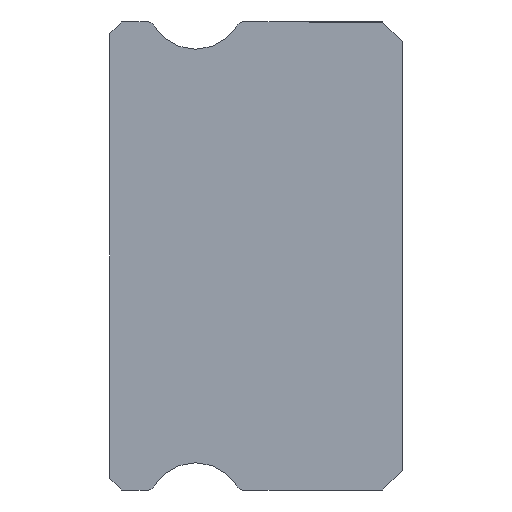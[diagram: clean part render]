
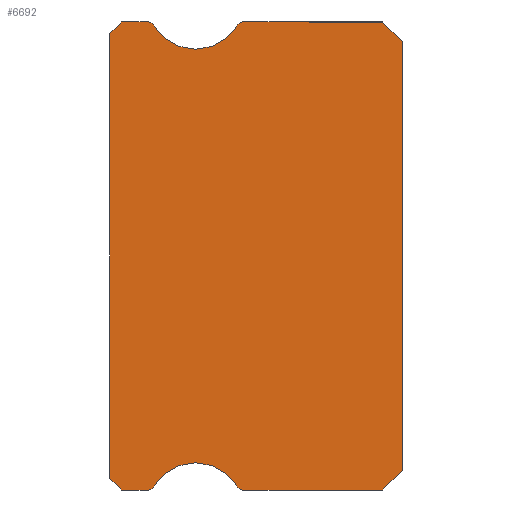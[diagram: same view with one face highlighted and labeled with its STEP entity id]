
A CAD part, left-side view. The second image highlights one B-rep face of the part: STEP entity #6692.
In plain terms, the highlighted planar face has unit normal (-1, 0, 0).
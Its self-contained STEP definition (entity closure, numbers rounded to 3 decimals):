
#42 = CIRCLE ( 'NONE', #3301, 0.15 ) ;
#78 = CARTESIAN_POINT ( 'NONE',  ( -12.5, 4.088, 5.85 ) ) ;
#87 = VECTOR ( 'NONE', #4937, 1000. ) ;
#273 = CIRCLE ( 'NONE', #6404, 0.15 ) ;
#327 = AXIS2_PLACEMENT_3D ( 'NONE', #795, #3324, #3169 ) ;
#354 = CIRCLE ( 'NONE', #6088, 1.25 ) ;
#492 = VECTOR ( 'NONE', #3450, 1000. ) ;
#550 = CARTESIAN_POINT ( 'NONE',  ( -12.5, 4.217, 5.925 ) ) ;
#795 = CARTESIAN_POINT ( 'NONE',  ( -12.5, 6.512, 5.85 ) ) ;
#861 = LINE ( 'NONE', #1525, #2828 ) ;
#1062 = LINE ( 'NONE', #5287, #6746 ) ;
#1111 = CARTESIAN_POINT ( 'NONE',  ( -12.5, 0.5, -6. ) ) ;
#1124 = VERTEX_POINT ( 'NONE', #4948 ) ;
#1128 = CIRCLE ( 'NONE', #2115, 1.25 ) ;
#1145 = CARTESIAN_POINT ( 'NONE',  ( -12.5, 5.3, -6.55 ) ) ;
#1243 = ORIENTED_EDGE ( 'NONE', *, *, #4156, .F. ) ;
#1318 = EDGE_CURVE ( 'NONE', #7167, #5341, #6352, .T. ) ;
#1348 = VECTOR ( 'NONE', #1774, 1000. ) ;
#1376 = CARTESIAN_POINT ( 'NONE',  ( -12.5, 0.5, 6. ) ) ;
#1404 = CARTESIAN_POINT ( 'NONE',  ( -12.5, 4.217, -5.925 ) ) ;
#1409 = LINE ( 'NONE', #1376, #3991 ) ;
#1423 = VERTEX_POINT ( 'NONE', #6423 ) ;
#1462 = AXIS2_PLACEMENT_3D ( 'NONE', #1145, #7176, #3593 ) ;
#1497 = CARTESIAN_POINT ( 'NONE',  ( -12.5, 7.5, -5.7 ) ) ;
#1525 = CARTESIAN_POINT ( 'NONE',  ( -12.5, 0., -5.5 ) ) ;
#1636 = ORIENTED_EDGE ( 'NONE', *, *, #2811, .F. ) ;
#1646 = EDGE_CURVE ( 'NONE', #7356, #2491, #6456, .T. ) ;
#1680 = DIRECTION ( 'NONE',  ( 0., 0., -1. ) ) ;
#1712 = ORIENTED_EDGE ( 'NONE', *, *, #5754, .T. ) ;
#1748 = CARTESIAN_POINT ( 'NONE',  ( -12.5, 6.512, 6. ) ) ;
#1758 = ORIENTED_EDGE ( 'NONE', *, *, #3944, .F. ) ;
#1774 = DIRECTION ( 'NONE',  ( 0., 0., 1. ) ) ;
#1776 = EDGE_CURVE ( 'NONE', #7663, #4601, #3835, .T. ) ;
#1793 = ORIENTED_EDGE ( 'NONE', *, *, #7651, .F. ) ;
#1797 = DIRECTION ( 'NONE',  ( 0., 0., -1. ) ) ;
#1810 = DIRECTION ( 'NONE',  ( 0., 0., 1. ) ) ;
#1813 = VERTEX_POINT ( 'NONE', #550 ) ;
#1852 = CARTESIAN_POINT ( 'NONE',  ( -12.5, 6.512, 6. ) ) ;
#1880 = DIRECTION ( 'NONE',  ( 1., 0., 0. ) ) ;
#1980 = CARTESIAN_POINT ( 'NONE',  ( -12.5, 5.3, 6.55 ) ) ;
#2014 = CARTESIAN_POINT ( 'NONE',  ( -12.5, 7.5, 5.7 ) ) ;
#2043 = LINE ( 'NONE', #6740, #87 ) ;
#2068 = ORIENTED_EDGE ( 'NONE', *, *, #3233, .F. ) ;
#2071 = ORIENTED_EDGE ( 'NONE', *, *, #1318, .F. ) ;
#2105 = CARTESIAN_POINT ( 'NONE',  ( -12.5, 5.3, 6.55 ) ) ;
#2115 = AXIS2_PLACEMENT_3D ( 'NONE', #1980, #5580, #6160 ) ;
#2234 = VECTOR ( 'NONE', #6784, 1000. ) ;
#2278 = CARTESIAN_POINT ( 'NONE',  ( -12.5, 4.088, -6. ) ) ;
#2491 = VERTEX_POINT ( 'NONE', #5765 ) ;
#2521 = EDGE_CURVE ( 'NONE', #7102, #6438, #3520, .T. ) ;
#2656 = ORIENTED_EDGE ( 'NONE', *, *, #5397, .T. ) ;
#2657 = DIRECTION ( 'NONE',  ( -1., 0., 0. ) ) ;
#2811 = EDGE_CURVE ( 'NONE', #4601, #6438, #42, .T. ) ;
#2828 = VECTOR ( 'NONE', #7592, 1000. ) ;
#2831 = CARTESIAN_POINT ( 'NONE',  ( -12.5, 0., -5.5 ) ) ;
#2907 = ORIENTED_EDGE ( 'NONE', *, *, #1646, .F. ) ;
#3018 = VERTEX_POINT ( 'NONE', #1111 ) ;
#3021 = AXIS2_PLACEMENT_3D ( 'NONE', #7629, #5161, #1680 ) ;
#3106 = LINE ( 'NONE', #2014, #2234 ) ;
#3137 = ORIENTED_EDGE ( 'NONE', *, *, #3760, .F. ) ;
#3169 = DIRECTION ( 'NONE',  ( 0., 0., -1. ) ) ;
#3199 = DIRECTION ( 'NONE',  ( 0., -0.707, -0.707 ) ) ;
#3233 = EDGE_CURVE ( 'NONE', #6400, #3018, #861, .T. ) ;
#3301 = AXIS2_PLACEMENT_3D ( 'NONE', #7635, #5282, #1797 ) ;
#3324 = DIRECTION ( 'NONE',  ( 1., 0., 0. ) ) ;
#3340 = FACE_OUTER_BOUND ( 'NONE', #4704, .T. ) ;
#3450 = DIRECTION ( 'NONE',  ( 0., -1., 0. ) ) ;
#3520 = LINE ( 'NONE', #6974, #5931 ) ;
#3593 = DIRECTION ( 'NONE',  ( 0., 0., -1. ) ) ;
#3601 = CARTESIAN_POINT ( 'NONE',  ( -12.5, 4.088, -5.85 ) ) ;
#3677 = CARTESIAN_POINT ( 'NONE',  ( -12.5, 7.5, 5.85 ) ) ;
#3760 = EDGE_CURVE ( 'NONE', #3899, #6256, #7184, .T. ) ;
#3827 = DIRECTION ( 'NONE',  ( 0., 0., -1. ) ) ;
#3835 = CIRCLE ( 'NONE', #1462, 1.25 ) ;
#3871 = CIRCLE ( 'NONE', #6504, 0.15 ) ;
#3899 = VERTEX_POINT ( 'NONE', #1497 ) ;
#3944 = EDGE_CURVE ( 'NONE', #5341, #1423, #1409, .T. ) ;
#3951 = VERTEX_POINT ( 'NONE', #5558 ) ;
#3964 = CARTESIAN_POINT ( 'NONE',  ( -12.5, 7.2, 6. ) ) ;
#3991 = VECTOR ( 'NONE', #3199, 1000. ) ;
#4156 = EDGE_CURVE ( 'NONE', #1124, #1813, #1128, .T. ) ;
#4177 = ORIENTED_EDGE ( 'NONE', *, *, #4855, .F. ) ;
#4384 = DIRECTION ( 'NONE',  ( 1., 0., 0. ) ) ;
#4601 = VERTEX_POINT ( 'NONE', #5349 ) ;
#4704 = EDGE_LOOP ( 'NONE', ( #2656, #3137, #6420, #7528, #1636, #5276, #4177, #6828, #2068, #7142, #1758, #2071, #5312, #1243, #1793, #2907, #1712 ) ) ;
#4731 = CARTESIAN_POINT ( 'NONE',  ( -12.5, 6.512, -6. ) ) ;
#4855 = EDGE_CURVE ( 'NONE', #5734, #7663, #3871, .T. ) ;
#4937 = DIRECTION ( 'NONE',  ( 0., 1., 0. ) ) ;
#4938 = DIRECTION ( 'NONE',  ( 0., 0., -1. ) ) ;
#4948 = CARTESIAN_POINT ( 'NONE',  ( -12.5, 5.3, 5.3 ) ) ;
#5059 = EDGE_CURVE ( 'NONE', #3899, #7102, #1062, .T. ) ;
#5161 = DIRECTION ( 'NONE',  ( 1., 0., 0. ) ) ;
#5231 = PLANE ( 'NONE',  #3021 ) ;
#5258 = LINE ( 'NONE', #5948, #1348 ) ;
#5276 = ORIENTED_EDGE ( 'NONE', *, *, #1776, .F. ) ;
#5282 = DIRECTION ( 'NONE',  ( 1., 0., 0. ) ) ;
#5287 = CARTESIAN_POINT ( 'NONE',  ( -12.5, 7.2, -6. ) ) ;
#5312 = ORIENTED_EDGE ( 'NONE', *, *, #7308, .F. ) ;
#5341 = VERTEX_POINT ( 'NONE', #5536 ) ;
#5349 = CARTESIAN_POINT ( 'NONE',  ( -12.5, 6.383, -5.925 ) ) ;
#5397 = EDGE_CURVE ( 'NONE', #3951, #6256, #3106, .T. ) ;
#5408 = DIRECTION ( 'NONE',  ( 0., 0., -1. ) ) ;
#5536 = CARTESIAN_POINT ( 'NONE',  ( -12.5, 0.5, 6. ) ) ;
#5558 = CARTESIAN_POINT ( 'NONE',  ( -12.5, 7.2, 6. ) ) ;
#5580 = DIRECTION ( 'NONE',  ( -1., 0., 0. ) ) ;
#5734 = VERTEX_POINT ( 'NONE', #2278 ) ;
#5754 = EDGE_CURVE ( 'NONE', #7356, #3951, #7507, .T. ) ;
#5765 = CARTESIAN_POINT ( 'NONE',  ( -12.5, 6.383, 5.925 ) ) ;
#5826 = DIRECTION ( 'NONE',  ( 0., -0.707, -0.707 ) ) ;
#5913 = DIRECTION ( 'NONE',  ( 0., -1., 0. ) ) ;
#5927 = CARTESIAN_POINT ( 'NONE',  ( -12.5, 4.088, 6. ) ) ;
#5931 = VECTOR ( 'NONE', #5913, 1000. ) ;
#5948 = CARTESIAN_POINT ( 'NONE',  ( -12.5, 0., 5.5 ) ) ;
#5957 = EDGE_CURVE ( 'NONE', #3018, #5734, #2043, .T. ) ;
#6088 = AXIS2_PLACEMENT_3D ( 'NONE', #2105, #2657, #3827 ) ;
#6160 = DIRECTION ( 'NONE',  ( 0., 0., -1. ) ) ;
#6256 = VERTEX_POINT ( 'NONE', #6395 ) ;
#6352 = LINE ( 'NONE', #1748, #492 ) ;
#6395 = CARTESIAN_POINT ( 'NONE',  ( -12.5, 7.5, 5.7 ) ) ;
#6400 = VERTEX_POINT ( 'NONE', #2831 ) ;
#6404 = AXIS2_PLACEMENT_3D ( 'NONE', #78, #4384, #4938 ) ;
#6413 = EDGE_CURVE ( 'NONE', #6400, #1423, #5258, .T. ) ;
#6420 = ORIENTED_EDGE ( 'NONE', *, *, #5059, .T. ) ;
#6423 = CARTESIAN_POINT ( 'NONE',  ( -12.5, 0., 5.5 ) ) ;
#6438 = VERTEX_POINT ( 'NONE', #4731 ) ;
#6456 = CIRCLE ( 'NONE', #327, 0.15 ) ;
#6504 = AXIS2_PLACEMENT_3D ( 'NONE', #3601, #1880, #5408 ) ;
#6608 = VECTOR ( 'NONE', #7545, 1000. ) ;
#6692 = ADVANCED_FACE ( 'NONE', ( #3340 ), #5231, .F. ) ;
#6740 = CARTESIAN_POINT ( 'NONE',  ( -12.5, 6.512, -6. ) ) ;
#6746 = VECTOR ( 'NONE', #5826, 1000. ) ;
#6784 = DIRECTION ( 'NONE',  ( 0., 0.707, -0.707 ) ) ;
#6828 = ORIENTED_EDGE ( 'NONE', *, *, #5957, .F. ) ;
#6952 = CARTESIAN_POINT ( 'NONE',  ( -12.5, 7.2, -6. ) ) ;
#6974 = CARTESIAN_POINT ( 'NONE',  ( -12.5, 6.512, -6. ) ) ;
#7102 = VERTEX_POINT ( 'NONE', #6952 ) ;
#7142 = ORIENTED_EDGE ( 'NONE', *, *, #6413, .T. ) ;
#7167 = VERTEX_POINT ( 'NONE', #5927 ) ;
#7176 = DIRECTION ( 'NONE',  ( -1., 0., 0. ) ) ;
#7184 = LINE ( 'NONE', #3677, #7710 ) ;
#7308 = EDGE_CURVE ( 'NONE', #1813, #7167, #273, .T. ) ;
#7356 = VERTEX_POINT ( 'NONE', #1852 ) ;
#7507 = LINE ( 'NONE', #3964, #6608 ) ;
#7528 = ORIENTED_EDGE ( 'NONE', *, *, #2521, .T. ) ;
#7545 = DIRECTION ( 'NONE',  ( 0., 1., 0. ) ) ;
#7592 = DIRECTION ( 'NONE',  ( 0., 0.707, -0.707 ) ) ;
#7629 = CARTESIAN_POINT ( 'NONE',  ( -12.5, 6.512, 5.85 ) ) ;
#7635 = CARTESIAN_POINT ( 'NONE',  ( -12.5, 6.512, -5.85 ) ) ;
#7651 = EDGE_CURVE ( 'NONE', #2491, #1124, #354, .T. ) ;
#7663 = VERTEX_POINT ( 'NONE', #1404 ) ;
#7710 = VECTOR ( 'NONE', #1810, 1000. ) ;
